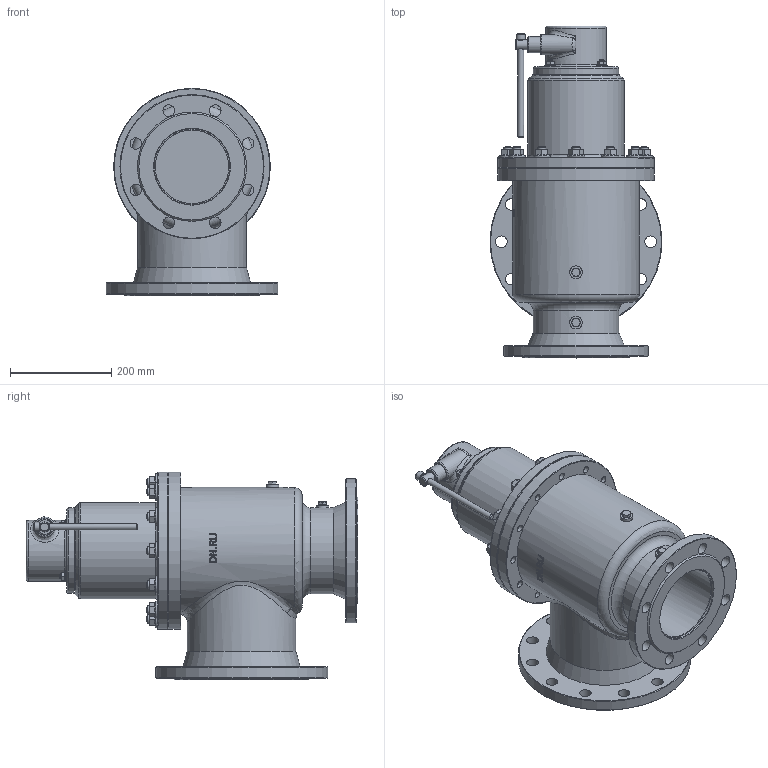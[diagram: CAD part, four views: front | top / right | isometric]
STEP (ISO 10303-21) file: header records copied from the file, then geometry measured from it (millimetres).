
FILE_DESCRIPTION(/* description */ (''),/* implementation_level */ '2;1');
FILE_NAME(/* name */ 'DN150_3D_STEP.stp',/* time_stamp */ '2024-03-15T00:45:30+03:00',/* author */ ('igorr'),/* organization */ (''),/* preprocessor_version */ 'ST-DEVELOPER v19.2',/* originating_system */ 'Autodesk Inventor 2023',/* authorisation */ '');
FILE_SCHEMA (('AUTOMOTIVE_DESIGN { 1 0 10303 214 3 1 1 }'));
Length unit declared in the file: millimetre
Products named in the file (9): Сборка; Деталь1; Деталь3; AS 1110 - M10 x 16; Деталь2; DIN 6923 - M16; AS 1421 - M16 x 60 засверленный 
конец; DIN 6923 - M10; AS 1421 - M10 x 35 засверленный 
конец
Assembly tree (37 placements, depth 2):
  Сборка
    Деталь1
    Деталь3
    AS 1110 - M10 x 16  x2
    Деталь2
    DIN 6923 - M16  x12
    AS 1421 - M16 x 60 засверленный 
конец  x12
    DIN 6923 - M10  x4
    AS 1421 - M10 x 35 засверленный 
конец  x4
Bounding box: 340 x 656 x 410 mm (x, y, z)
Volume: 19443522.8 mm3; surface area: 1678854.2 mm2
Topology: 37 solids, 37 shells, 871 faces, 2084 edges, 1304 vertices
Faces by surface type: plane 443, cone 236, cylinder 129, torus 34, bspline 29
Full cylindrical faces by diameter (mm): 8.376 x4, 10 x10, 12 x4, 13.835 x12, 14 x25, 16 x14, 17.921 x1, 20 x1, 23 x21, 25 x2, 32.39 x1, 40 x1, 110 x1, 112.154 x1, 120 x1, 140 x1, 145.559 x2, 150 x2, 156 x1, 160 x1, 168.846 x1, 170 x1, 180 x1, 190 x1, 200 x1, 215 x1, 250 x1, 285 x1, 310 x2, 340 x1
Entity records: 12549 total; most frequent: CARTESIAN_POINT 3939, DIRECTION 1695, ORIENTED_EDGE 1590, EDGE_CURVE 795, AXIS2_PLACEMENT_3D 705, VERTEX_POINT 518, EDGE_LOOP 469, CIRCLE 351
